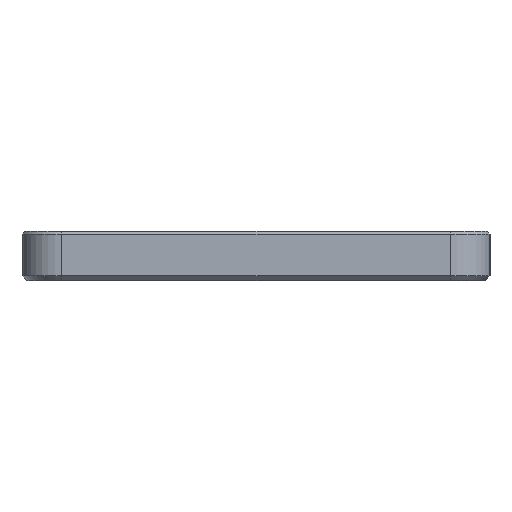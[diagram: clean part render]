
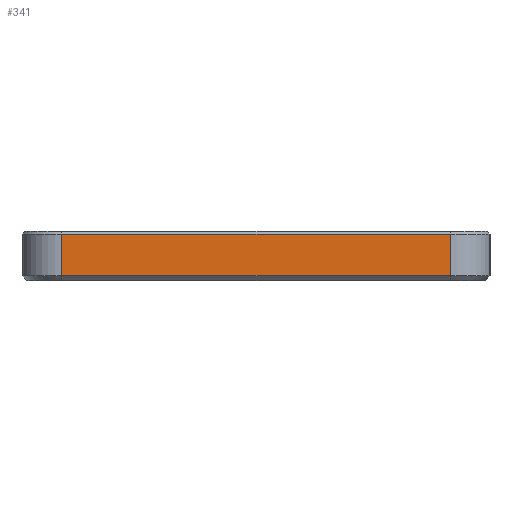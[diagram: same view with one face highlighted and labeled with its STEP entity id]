
A CAD part, left-side view. The second image highlights one B-rep face of the part: STEP entity #341.
In plain terms, the highlighted planar face has unit normal (-1, 0, 0).
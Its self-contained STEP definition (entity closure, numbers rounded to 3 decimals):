
#283=CARTESIAN_POINT('',(-157.1,48.728,-5.95));
#284=VERTEX_POINT('',#283);
#285=CARTESIAN_POINT('',(-157.1,48.728,4.45));
#286=VERTEX_POINT('',#285);
#287=CARTESIAN_POINT('',(-157.1,48.728,-5.95));
#288=DIRECTION('',(0.,0.,1.));
#289=VECTOR('',#288,10.4);
#290=LINE('',#287,#289);
#291=EDGE_CURVE('',#284,#286,#290,.T.);
#311=CARTESIAN_POINT('',(-157.1,-0.147,-7.2));
#312=DIRECTION('',(-1.,0.,0.));
#313=DIRECTION('',(0.,0.,1.));
#314=AXIS2_PLACEMENT_3D('',#311,#312,#313);
#315=PLANE('',#314);
#316=CARTESIAN_POINT('',(-157.1,-49.022,-5.95));
#317=VERTEX_POINT('',#316);
#318=CARTESIAN_POINT('',(-157.1,-49.022,4.45));
#319=VERTEX_POINT('',#318);
#320=CARTESIAN_POINT('',(-157.1,-49.022,-5.95));
#321=DIRECTION('',(-0.,-0.,1.));
#322=VECTOR('',#321,10.4);
#323=LINE('',#320,#322);
#324=EDGE_CURVE('',#317,#319,#323,.T.);
#325=ORIENTED_EDGE('',*,*,#324,.T.);
#326=CARTESIAN_POINT('',(-157.1,-49.022,4.45));
#327=DIRECTION('',(0.,1.,0.));
#328=VECTOR('',#327,97.75);
#329=LINE('',#326,#328);
#330=EDGE_CURVE('',#319,#286,#329,.T.);
#331=ORIENTED_EDGE('',*,*,#330,.T.);
#332=ORIENTED_EDGE('',*,*,#291,.F.);
#333=CARTESIAN_POINT('',(-157.1,48.728,-5.95));
#334=DIRECTION('',(0.,-1.,0.));
#335=VECTOR('',#334,97.75);
#336=LINE('',#333,#335);
#337=EDGE_CURVE('',#284,#317,#336,.T.);
#338=ORIENTED_EDGE('',*,*,#337,.T.);
#339=EDGE_LOOP('',(#325,#331,#332,#338));
#340=FACE_BOUND('',#339,.T.);
#341=ADVANCED_FACE('',(#340),#315,.T.);
